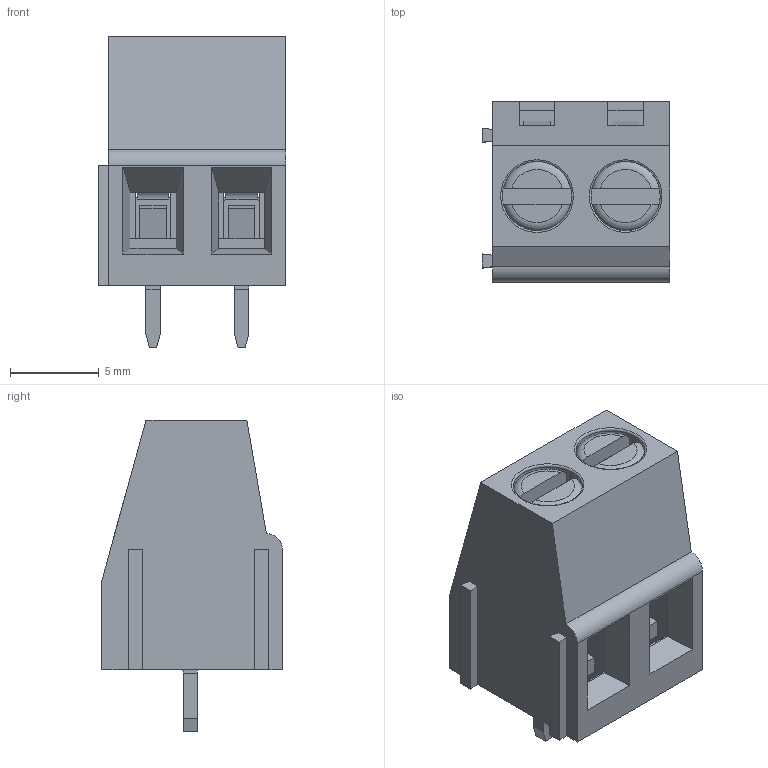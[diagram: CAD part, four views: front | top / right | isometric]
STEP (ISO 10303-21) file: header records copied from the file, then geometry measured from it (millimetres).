
FILE_DESCRIPTION(('STEP AP214'), '1');
FILE_NAME('DG128-5.0-03', '2017-07-15T10:03:41', ('Nobody'), (''), 'ASCON STEP Converter 1.3', 'ASCON Math Kernel', '');
FILE_SCHEMA(('AUTOMOTIVE_DESIGN { 1 0 10303 214 3 1 1}'));
Length unit declared in the file: millimetre
Assembly tree (6 placements, depth 2):
  (unnamed)
    (unnamed)  x2
    (unnamed)  x2
    (unnamed)  x2
Bounding box: 10.6 x 10.2 x 17.6 mm (x, y, z)
Volume: 851.4 mm3; surface area: 2032.7 mm2
Topology: 7 solids, 7 shells, 255 faces, 643 edges, 406 vertices
Faces by surface type: plane 220, cylinder 27, torus 6, cone 2
Full cylindrical faces by diameter (mm): 1.8 x2, 2 x2, 2.5 x2, 2.6 x2, 4 x2, 4.1 x2
Entity records: 7080 total; most frequent: CARTESIAN_POINT 985, ORIENTED_EDGE 904, DIRECTION 862, EDGE_CURVE 452, LINE 408, VECTOR 408, VERTEX_POINT 294, AXIS2_PLACEMENT_3D 227
